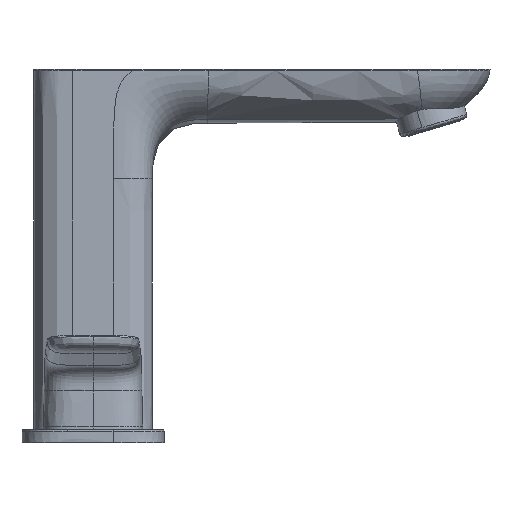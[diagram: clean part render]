
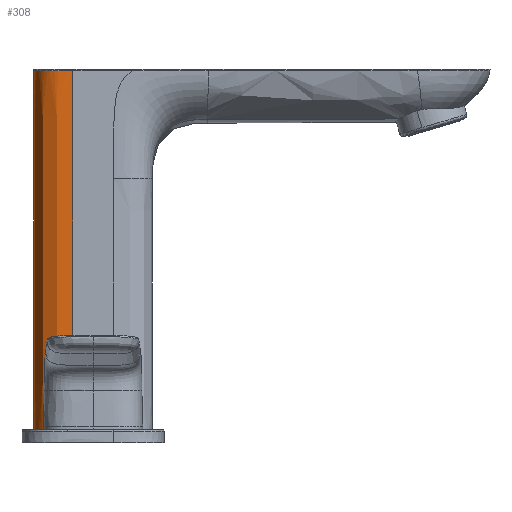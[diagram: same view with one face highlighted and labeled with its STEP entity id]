
A CAD part, front view. The second image highlights one B-rep face of the part: STEP entity #308.
In plain terms, the highlighted face is a extrusion surface.
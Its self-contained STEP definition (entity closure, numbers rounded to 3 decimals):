
#30=SURFACE_OF_LINEAR_EXTRUSION('',#2880,#678);
#308=ADVANCED_FACE('extract',(#541),#30,.T.);
#541=FACE_OUTER_BOUND('',#3640,.T.);
#678=VECTOR('',#27290,121.168);
#1374=ORIENTED_EDGE('',*,*,#2309,.F.);
#1375=ORIENTED_EDGE('',*,*,#2281,.F.);
#1376=ORIENTED_EDGE('',*,*,#2304,.F.);
#1377=ORIENTED_EDGE('',*,*,#2310,.F.);
#1378=ORIENTED_EDGE('',*,*,#2311,.T.);
#1379=ORIENTED_EDGE('',*,*,#2312,.T.);
#2281=EDGE_CURVE('529',#3309,#3310,#2853,.T.);
#2304=EDGE_CURVE('420',#3324,#3309,#2875,.T.);
#2309=EDGE_CURVE('448',#3310,#3328,#2881,.T.);
#2310=EDGE_CURVE('449',#3329,#3324,#2882,.T.);
#2311=EDGE_CURVE('450',#3329,#3330,#2883,.T.);
#2312=EDGE_CURVE('451',#3330,#3328,#2884,.T.);
#2853=B_SPLINE_CURVE_WITH_KNOTS('',3,(#19631,#19634,#19635,#19636,#19637,#19638,#19639,#19640,#19633),.UNSPECIFIED.,.F.,.U.,(4,1,1,1,1,1,4),(0.,0.25,0.375,0.5,0.625,0.75,1.),.UNSPECIFIED.);
#2875=B_SPLINE_CURVE_WITH_KNOTS('',3,(#20305,#20306,#20307,#19631),.UNSPECIFIED.,.F.,.U.,(4,4),(0.,1.),.UNSPECIFIED.);
#2880=B_SPLINE_CURVE_WITH_KNOTS('',3,(#20332,#20333,#20334,#20335,#20336,#20337,#20338,#20339,#20340,#20341,#20342),.UNSPECIFIED.,.F.,.U.,(4,1,1,1,1,1,1,1,4),(0.,0.006,0.253,0.376,0.5,0.624,0.747,0.994,1.),.UNSPECIFIED.);
#2881=B_SPLINE_CURVE_WITH_KNOTS('',3,(#19633,#20344,#20345,#20343),.UNSPECIFIED.,.F.,.U.,(4,4),(0.,1.),.UNSPECIFIED.);
#2882=B_SPLINE_CURVE_WITH_KNOTS('',3,(#20346,#20347,#20348,#20305),.UNSPECIFIED.,.F.,.U.,(4,4),(0.,1.),.UNSPECIFIED.);
#2883=B_SPLINE_CURVE_WITH_KNOTS('',3,(#20346,#20350,#20351,#20336,#20352,#20353,#20349),.UNSPECIFIED.,.F.,.U.,(4,1,1,1,4),(0.,0.379,0.655,0.931,1.),.UNSPECIFIED.);
#2884=B_SPLINE_CURVE_WITH_KNOTS('',3,(#20349,#20354,#20355,#20356,#20357,#20343),.UNSPECIFIED.,.F.,.U.,(4,1,1,4),(0.,0.2,0.467,1.),.UNSPECIFIED.);
#3309=VERTEX_POINT('274',#19631);
#3310=VERTEX_POINT('296',#19633);
#3324=VERTEX_POINT('273',#20305);
#3328=VERTEX_POINT('297',#20343);
#3329=VERTEX_POINT('298',#20346);
#3330=VERTEX_POINT('299',#20349);
#3640=EDGE_LOOP('',(#1374,#1375,#1376,#1377,#1378,#1379));
#19631=CARTESIAN_POINT('',(-6.893,-19.986,4.5));
#19633=CARTESIAN_POINT('',(-19.987,-6.894,4.5));
#19634=CARTESIAN_POINT('',(-8.708,-19.979,4.5));
#19635=CARTESIAN_POINT('',(-11.449,-19.944,4.5));
#19636=CARTESIAN_POINT('',(-14.93,-18.782,4.5));
#19637=CARTESIAN_POINT('',(-17.176,-17.191,4.5));
#19638=CARTESIAN_POINT('',(-18.78,-14.937,4.5));
#19639=CARTESIAN_POINT('',(-19.944,-11.453,4.5));
#19640=CARTESIAN_POINT('',(-19.979,-8.714,4.5));
#20305=CARTESIAN_POINT('',(-6.893,-19.987,125.668));
#20306=CARTESIAN_POINT('',(-6.893,-19.987,85.279));
#20307=CARTESIAN_POINT('',(-6.893,-19.987,44.889));
#20332=CARTESIAN_POINT('',(-6.763,-19.987,125.668));
#20333=CARTESIAN_POINT('',(-6.806,-19.987,125.668));
#20334=CARTESIAN_POINT('',(-8.664,-19.98,125.668));
#20335=CARTESIAN_POINT('',(-11.449,-19.944,125.668));
#20336=CARTESIAN_POINT('',(-14.93,-18.782,125.668));
#20337=CARTESIAN_POINT('',(-17.176,-17.191,125.668));
#20338=CARTESIAN_POINT('',(-18.78,-14.937,125.668));
#20339=CARTESIAN_POINT('',(-19.944,-11.453,125.668));
#20340=CARTESIAN_POINT('',(-19.98,-8.67,125.668));
#20341=CARTESIAN_POINT('',(-19.987,-6.806,125.668));
#20342=CARTESIAN_POINT('',(-19.987,-6.762,125.668));
#20343=CARTESIAN_POINT('',(-19.987,-6.893,125.668));
#20344=CARTESIAN_POINT('',(-19.987,-6.893,44.889));
#20345=CARTESIAN_POINT('',(-19.987,-6.893,85.279));
#20346=CARTESIAN_POINT('',(-8.604,-19.965,125.668));
#20347=CARTESIAN_POINT('',(-8.032,-19.981,125.668));
#20348=CARTESIAN_POINT('',(-7.458,-19.984,125.668));
#20349=CARTESIAN_POINT('',(-17.528,-16.583,125.668));
#20350=CARTESIAN_POINT('',(-9.85,-19.928,125.668));
#20351=CARTESIAN_POINT('',(-11.995,-19.762,125.668));
#20352=CARTESIAN_POINT('',(-16.614,-17.59,125.668));
#20353=CARTESIAN_POINT('',(-17.382,-16.755,125.668));
#20354=CARTESIAN_POINT('',(-17.969,-16.062,125.668));
#20355=CARTESIAN_POINT('',(-18.852,-14.72,125.668));
#20356=CARTESIAN_POINT('',(-19.944,-11.453,125.668));
#20357=CARTESIAN_POINT('',(-19.979,-8.713,125.668));
#27290=DIRECTION('',(0.,0.,-1.));
